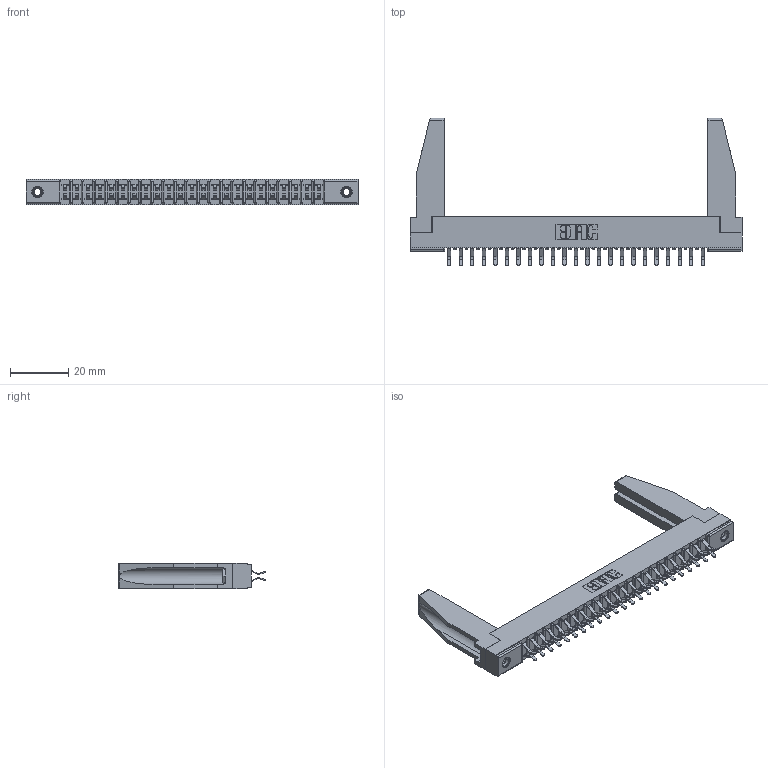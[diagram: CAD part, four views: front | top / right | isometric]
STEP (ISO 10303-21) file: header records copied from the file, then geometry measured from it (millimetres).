
FILE_DESCRIPTION (( 'STEP AP203' ), '1' );
FILE_NAME ('357-046-456-278.STEP', '2020-10-04T02:16:22', ( '' ), ( '' ), 'SwSTEP 2.0', 'SolidWorks 2020', '' );
FILE_SCHEMA (( 'CONFIG_CONTROL_DESIGN' ));
Length unit declared in the file: inch
Products named in the file (5): 307-220-078; 307-290-001_556; 345-250-001_345-250-001-102; 357-046-456-278; 307 Part_.156 Dia Mounting Holes
Assembly tree (51 placements, depth 2):
  357-046-456-278
    307 Part_.156 Dia Mounting Holes
    307-290-001_556  x46
    307-220-078  x2
    345-250-001_345-250-001-102  x2
Bounding box: 114.15 x 50.67 x 8.71 mm (x, y, z)
Volume: 11451.4 mm3; surface area: 17002.9 mm2
Topology: 51 solids, 51 shells, 2572 faces, 7185 edges, 4654 vertices
Faces by surface type: plane 1672, cylinder 836, sphere 48, cone 12, torus 4
Entity records: 25339 total; most frequent: CARTESIAN_POINT 4161, ORIENTED_EDGE 4080, DIRECTION 4038, EDGE_CURVE 2040, VECTOR 1560, LINE 1560, VERTEX_POINT 1320, AXIS2_PLACEMENT_3D 1239
